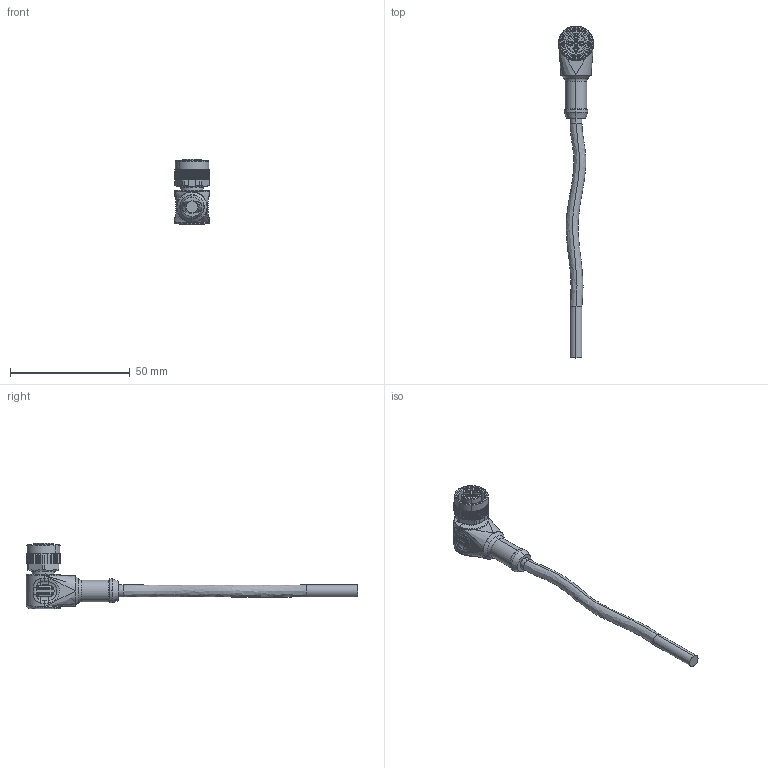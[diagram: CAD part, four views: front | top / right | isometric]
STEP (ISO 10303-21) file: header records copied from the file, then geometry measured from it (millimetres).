
FILE_DESCRIPTION (( 'STEP AP203' ), '1' );
FILE_NAME ('LKW-SCB-5.STEP', '2019-04-08T15:19:26', ( '' ), ( '' ), 'SwSTEP 2.0', 'SolidWorks 2018', '' );
FILE_SCHEMA (( 'CONFIG_CONTROL_DESIGN' ));
Length unit declared in the file: millimetre
Products named in the file (1): LKW-SCB-5
Bounding box: 14.5 x 138.5 x 27.5 mm (x, y, z)
Volume: 7859.1 mm3; surface area: 4821.6 mm2
Topology: 1 solids, 1 shells, 597 faces, 1555 edges, 976 vertices
Faces by surface type: plane 248, cylinder 212, cone 52, bspline 48, torus 21, sphere 16
Entity records: 21028 total; most frequent: CARTESIAN_POINT 6739, ORIENTED_EDGE 3102, DIRECTION 2867, EDGE_CURVE 1551, AXIS2_PLACEMENT_3D 1085, VERTEX_POINT 976, VECTOR 697, LINE 697
